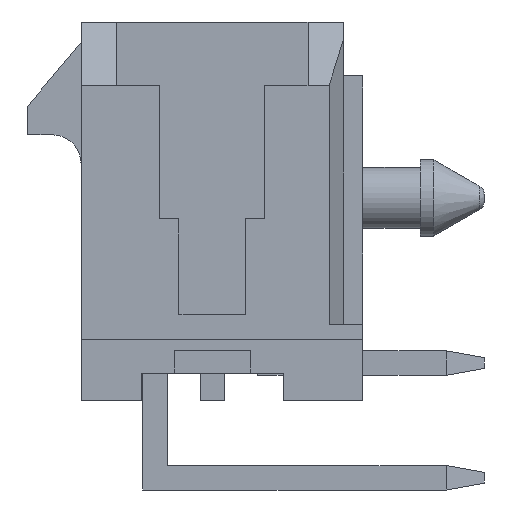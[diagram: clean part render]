
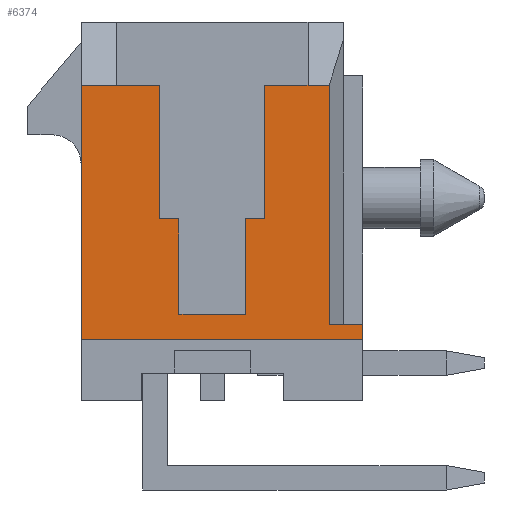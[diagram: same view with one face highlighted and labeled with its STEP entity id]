
A CAD part, left-side view. The second image highlights one B-rep face of the part: STEP entity #6374.
In plain terms, the highlighted planar face has unit normal (-1, 0, 0).
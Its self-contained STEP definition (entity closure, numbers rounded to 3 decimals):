
#1=DIRECTION('',(0.,0.,-1.));
#2=VECTOR('',#1,3.5);
#3=CARTESIAN_POINT('',(-9.325,-1.375,3.3));
#4=LINE('',#3,#2);
#5=DIRECTION('',(0.,1.,0.));
#6=VECTOR('',#5,1.125);
#7=CARTESIAN_POINT('',(-9.325,-2.5,3.3));
#8=LINE('',#7,#6);
#9=DIRECTION('',(0.,-1.,0.));
#10=VECTOR('',#9,0.555);
#11=CARTESIAN_POINT('',(-9.325,-2.5,3.3));
#12=LINE('',#11,#10);
#13=DIRECTION('',(0.,0.,-1.));
#14=VECTOR('',#13,6.26);
#15=CARTESIAN_POINT('',(-9.325,-3.055,3.3));
#16=LINE('',#15,#14);
#17=DIRECTION('',(0.,0.,-1.));
#18=VECTOR('',#17,0.4);
#19=CARTESIAN_POINT('',(-9.325,-3.935,-2.96));
#20=LINE('',#19,#18);
#21=DIRECTION('',(0.,1.,0.));
#22=VECTOR('',#21,7.37);
#23=CARTESIAN_POINT('',(-9.325,-3.935,-3.36));
#24=LINE('',#23,#22);
#25=DIRECTION('',(0.,0.,1.));
#26=VECTOR('',#25,6.66);
#27=CARTESIAN_POINT('',(-9.325,3.435,-3.36));
#28=LINE('',#27,#26);
#29=DIRECTION('',(0.,-1.,0.));
#30=VECTOR('',#29,0.935);
#31=CARTESIAN_POINT('',(-9.325,3.435,3.3));
#32=LINE('',#31,#30);
#33=DIRECTION('',(0.,1.,0.));
#34=VECTOR('',#33,1.125);
#35=CARTESIAN_POINT('',(-9.325,1.375,3.3));
#36=LINE('',#35,#34);
#37=DIRECTION('',(0.,0.,-1.));
#38=VECTOR('',#37,3.5);
#39=CARTESIAN_POINT('',(-9.325,1.375,3.3));
#40=LINE('',#39,#38);
#41=DIRECTION('',(0.,1.,0.));
#42=VECTOR('',#41,0.5);
#43=CARTESIAN_POINT('',(-9.325,0.875,-0.2));
#44=LINE('',#43,#42);
#45=DIRECTION('',(0.,0.,1.));
#46=VECTOR('',#45,2.5);
#47=CARTESIAN_POINT('',(-9.325,0.875,-2.7));
#48=LINE('',#47,#46);
#49=DIRECTION('',(0.,1.,0.));
#50=VECTOR('',#49,1.75);
#51=CARTESIAN_POINT('',(-9.325,-0.875,-2.7));
#52=LINE('',#51,#50);
#53=DIRECTION('',(0.,0.,-1.));
#54=VECTOR('',#53,2.5);
#55=CARTESIAN_POINT('',(-9.325,-0.875,-0.2));
#56=LINE('',#55,#54);
#57=DIRECTION('',(0.,1.,0.));
#58=VECTOR('',#57,0.5);
#59=CARTESIAN_POINT('',(-9.325,-1.375,-0.2));
#60=LINE('',#59,#58);
#4677=DIRECTION('',(0.,1.,0.));
#4678=VECTOR('',#4677,0.88);
#4679=CARTESIAN_POINT('',(-9.325,-3.935,-2.96));
#4680=LINE('',#4679,#4678);
#4846=CARTESIAN_POINT('',(-9.325,3.435,3.3));
#4848=VERTEX_POINT('',#4846);
#4891=CARTESIAN_POINT('',(-9.325,-3.935,-2.96));
#4892=CARTESIAN_POINT('',(-9.325,-3.055,-2.96));
#4893=VERTEX_POINT('',#4891);
#4894=VERTEX_POINT('',#4892);
#4899=CARTESIAN_POINT('',(-9.325,2.5,3.3));
#4900=VERTEX_POINT('',#4899);
#4901=CARTESIAN_POINT('',(-9.325,-2.5,3.3));
#4902=VERTEX_POINT('',#4901);
#4903=CARTESIAN_POINT('',(-9.325,-3.055,3.3));
#4904=VERTEX_POINT('',#4903);
#5143=CARTESIAN_POINT('',(-9.325,-1.375,3.3));
#5144=CARTESIAN_POINT('',(-9.325,-1.375,-0.2));
#5145=VERTEX_POINT('',#5143);
#5146=VERTEX_POINT('',#5144);
#5147=CARTESIAN_POINT('',(-9.325,-0.875,-0.2));
#5148=VERTEX_POINT('',#5147);
#5149=CARTESIAN_POINT('',(-9.325,-0.875,-2.7));
#5150=VERTEX_POINT('',#5149);
#5151=CARTESIAN_POINT('',(-9.325,0.875,-2.7));
#5152=VERTEX_POINT('',#5151);
#5153=CARTESIAN_POINT('',(-9.325,0.875,-0.2));
#5154=VERTEX_POINT('',#5153);
#5155=CARTESIAN_POINT('',(-9.325,1.375,-0.2));
#5156=VERTEX_POINT('',#5155);
#5157=CARTESIAN_POINT('',(-9.325,1.375,3.3));
#5158=VERTEX_POINT('',#5157);
#5833=CARTESIAN_POINT('',(-9.325,-3.935,-3.36));
#5834=CARTESIAN_POINT('',(-9.325,3.435,-3.36));
#5835=VERTEX_POINT('',#5833);
#5836=VERTEX_POINT('',#5834);
#6335=CARTESIAN_POINT('',(-9.325,0.,0.));
#6336=DIRECTION('',(1.,0.,0.));
#6337=DIRECTION('',(0.,0.,-1.));
#6338=AXIS2_PLACEMENT_3D('',#6335,#6336,#6337);
#6339=PLANE('',#6338);
#6341=ORIENTED_EDGE('',*,*,#6340,.F.);
#6343=ORIENTED_EDGE('',*,*,#6342,.F.);
#6345=ORIENTED_EDGE('',*,*,#6344,.T.);
#6347=ORIENTED_EDGE('',*,*,#6346,.T.);
#6349=ORIENTED_EDGE('',*,*,#6348,.F.);
#6351=ORIENTED_EDGE('',*,*,#6350,.T.);
#6353=ORIENTED_EDGE('',*,*,#6352,.T.);
#6355=ORIENTED_EDGE('',*,*,#6354,.T.);
#6357=ORIENTED_EDGE('',*,*,#6356,.T.);
#6359=ORIENTED_EDGE('',*,*,#6358,.F.);
#6361=ORIENTED_EDGE('',*,*,#6360,.T.);
#6363=ORIENTED_EDGE('',*,*,#6362,.F.);
#6365=ORIENTED_EDGE('',*,*,#6364,.F.);
#6367=ORIENTED_EDGE('',*,*,#6366,.F.);
#6369=ORIENTED_EDGE('',*,*,#6368,.F.);
#6371=ORIENTED_EDGE('',*,*,#6370,.F.);
#6372=EDGE_LOOP('',(#6341,#6343,#6345,#6347,#6349,#6351,#6353,#6355,#6357,#6359,
#6361,#6363,#6365,#6367,#6369,#6371));
#6373=FACE_OUTER_BOUND('',#6372,.F.);
#6374=ADVANCED_FACE('',(#6373),#6339,.F.);
#6340=EDGE_CURVE('',#5145,#5146,#4,.T.);
#6342=EDGE_CURVE('',#4902,#5145,#8,.T.);
#6344=EDGE_CURVE('',#4902,#4904,#12,.T.);
#6346=EDGE_CURVE('',#4904,#4894,#16,.T.);
#6348=EDGE_CURVE('',#4893,#4894,#4680,.T.);
#6350=EDGE_CURVE('',#4893,#5835,#20,.T.);
#6352=EDGE_CURVE('',#5835,#5836,#24,.T.);
#6354=EDGE_CURVE('',#5836,#4848,#28,.T.);
#6356=EDGE_CURVE('',#4848,#4900,#32,.T.);
#6358=EDGE_CURVE('',#5158,#4900,#36,.T.);
#6360=EDGE_CURVE('',#5158,#5156,#40,.T.);
#6362=EDGE_CURVE('',#5154,#5156,#44,.T.);
#6364=EDGE_CURVE('',#5152,#5154,#48,.T.);
#6366=EDGE_CURVE('',#5150,#5152,#52,.T.);
#6368=EDGE_CURVE('',#5148,#5150,#56,.T.);
#6370=EDGE_CURVE('',#5146,#5148,#60,.T.);
